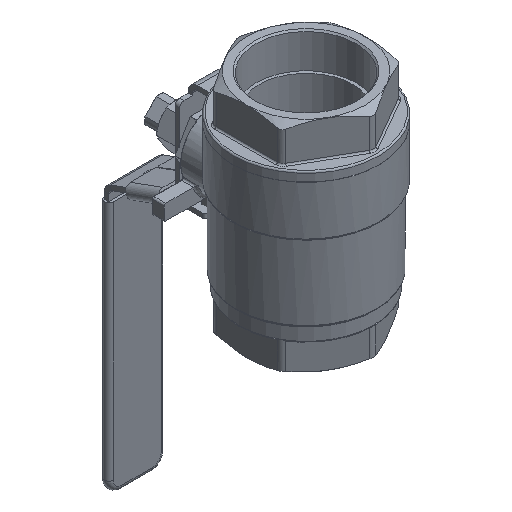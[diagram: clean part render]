
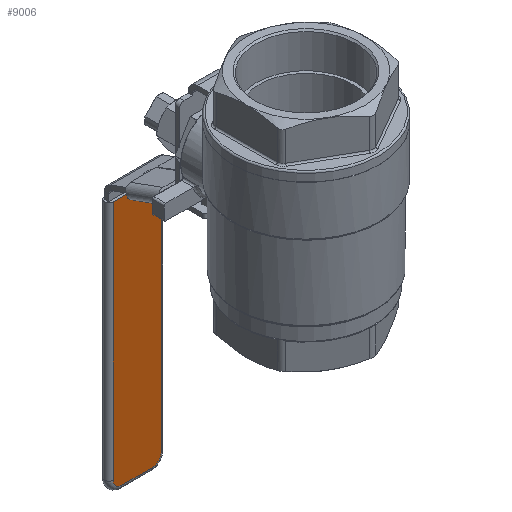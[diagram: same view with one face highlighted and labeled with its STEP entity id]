
A CAD part, isometric view. The second image highlights one B-rep face of the part: STEP entity #9006.
In plain terms, the highlighted planar face has unit normal (0, -1, 0).
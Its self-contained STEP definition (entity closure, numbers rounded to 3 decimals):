
#319=PLANE('',#9856);
#990=FACE_OUTER_BOUND('',#1506,.T.);
#1506=EDGE_LOOP('',(#6932,#6933,#6934,#6935,#6936,#6937));
#2001=CIRCLE('',#9857,5.658);
#2002=CIRCLE('',#9858,5.658);
#2383=LINE('',#15706,#3086);
#2384=LINE('',#15710,#3087);
#2385=LINE('',#15714,#3088);
#2386=LINE('',#15715,#3089);
#3086=VECTOR('',#11371,28.289);
#3087=VECTOR('',#11374,28.289);
#3088=VECTOR('',#11377,28.289);
#3089=VECTOR('',#11378,28.289);
#3926=VERTEX_POINT('',#15704);
#3927=VERTEX_POINT('',#15705);
#3928=VERTEX_POINT('',#15707);
#3929=VERTEX_POINT('',#15709);
#3930=VERTEX_POINT('',#15711);
#3931=VERTEX_POINT('',#15713);
#4991=EDGE_CURVE('',#3926,#3927,#2383,.T.);
#4992=EDGE_CURVE('',#3928,#3926,#2001,.T.);
#4993=EDGE_CURVE('',#3929,#3928,#2384,.T.);
#4994=EDGE_CURVE('',#3930,#3929,#2002,.T.);
#4995=EDGE_CURVE('',#3931,#3930,#2385,.T.);
#4996=EDGE_CURVE('',#3931,#3927,#2386,.T.);
#6932=ORIENTED_EDGE('',*,*,#4991,.F.);
#6933=ORIENTED_EDGE('',*,*,#4992,.F.);
#6934=ORIENTED_EDGE('',*,*,#4993,.F.);
#6935=ORIENTED_EDGE('',*,*,#4994,.F.);
#6936=ORIENTED_EDGE('',*,*,#4995,.F.);
#6937=ORIENTED_EDGE('',*,*,#4996,.T.);
#9006=ADVANCED_FACE('',(#990),#319,.T.);
#9856=AXIS2_PLACEMENT_3D('',#15703,#11369,#11370);
#9857=AXIS2_PLACEMENT_3D('',#15708,#11372,#11373);
#9858=AXIS2_PLACEMENT_3D('',#15712,#11375,#11376);
#11369=DIRECTION('center_axis',(0.,-1.,0.));
#11370=DIRECTION('ref_axis',(-1.,0.,0.));
#11371=DIRECTION('',(0.,0.,1.));
#11372=DIRECTION('center_axis',(0.,1.,0.));
#11373=DIRECTION('ref_axis',(-0.707,0.,-0.707));
#11374=DIRECTION('',(-1.,0.,0.));
#11375=DIRECTION('center_axis',(0.,1.,0.));
#11376=DIRECTION('ref_axis',(0.707,0.,-0.707));
#11377=DIRECTION('',(0.,0.,-1.));
#11378=DIRECTION('',(-1.,0.,0.));
#15703=CARTESIAN_POINT('Origin',(27.532,43.659,-66.579));
#15704=CARTESIAN_POINT('',(-6.414,43.659,-222.977));
#15705=CARTESIAN_POINT('',(-6.414,43.659,-66.579));
#15706=CARTESIAN_POINT('',(-6.414,43.659,-66.579));
#15707=CARTESIAN_POINT('',(-0.757,43.659,-228.635));
#15708=CARTESIAN_POINT('Origin',(-0.757,43.659,-222.977));
#15709=CARTESIAN_POINT('',(19.046,43.659,-228.635));
#15710=CARTESIAN_POINT('',(18.338,43.659,-228.635));
#15711=CARTESIAN_POINT('',(24.703,43.659,-222.977));
#15712=CARTESIAN_POINT('Origin',(19.046,43.659,-222.977));
#15713=CARTESIAN_POINT('',(24.703,43.659,-66.579));
#15714=CARTESIAN_POINT('',(24.703,43.659,-66.579));
#15715=CARTESIAN_POINT('',(27.532,43.659,-66.579));
